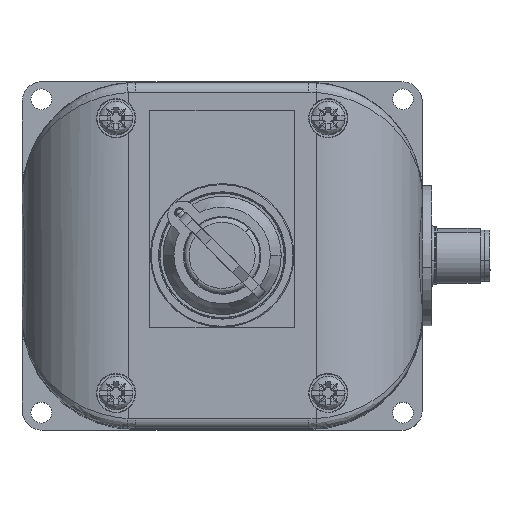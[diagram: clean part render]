
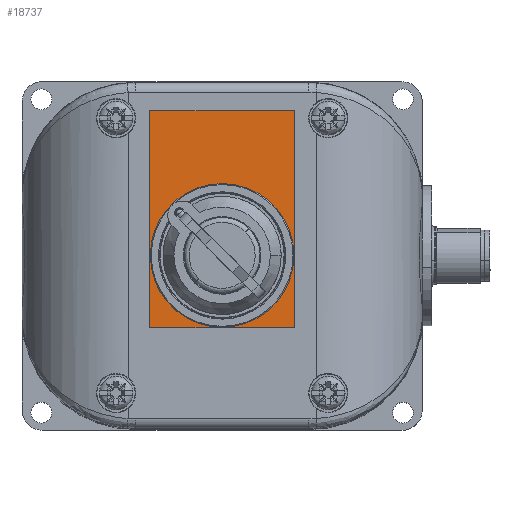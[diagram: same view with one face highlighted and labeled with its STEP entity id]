
A CAD part, top view. The second image highlights one B-rep face of the part: STEP entity #18737.
In plain terms, the highlighted planar face has unit normal (0, 0, 1).
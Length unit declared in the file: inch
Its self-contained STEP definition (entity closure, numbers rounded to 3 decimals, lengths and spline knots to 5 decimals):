
#82 = CARTESIAN_POINT ( 'NONE',  ( 1.63386, -0.24202, 2.15748 ) ) ;
#1974 = DIRECTION ( 'NONE',  ( 1., 0., 0. ) ) ;
#2165 = EDGE_CURVE ( 'NONE', #17158, #3003, #17207, .T. ) ;
#2166 = EDGE_LOOP ( 'NONE', ( #32211, #10597, #35541, #18552, #3218, #11377 ) ) ;
#2655 = EDGE_CURVE ( 'NONE', #17788, #31067, #20529, .T. ) ;
#3003 = VERTEX_POINT ( 'NONE', #9752 ) ;
#3218 = ORIENTED_EDGE ( 'NONE', *, *, #13231, .T. ) ;
#4112 = DIRECTION ( 'NONE',  ( 1., 0., 0. ) ) ;
#4473 = VERTEX_POINT ( 'NONE', #17296 ) ;
#4790 = VECTOR ( 'NONE', #19845, 39.37008 ) ;
#4873 = VECTOR ( 'NONE', #25012, 39.37008 ) ;
#4998 = DIRECTION ( 'NONE',  ( 0., 0., 1. ) ) ;
#5591 = LINE ( 'NONE', #82, #4873 ) ;
#6987 = EDGE_CURVE ( 'NONE', #31671, #4473, #22588, .T. ) ;
#7332 = DIRECTION ( 'NONE',  ( 0., 0., -1. ) ) ;
#8051 = VERTEX_POINT ( 'NONE', #11046 ) ;
#8277 = CARTESIAN_POINT ( 'NONE',  ( 1.5748, -1.12784, 2.15748 ) ) ;
#8455 = CARTESIAN_POINT ( 'NONE',  ( 2.22441, -2.01367, 2.15748 ) ) ;
#8560 = CARTESIAN_POINT ( 'NONE',  ( 1.5748, -0.98416, 2.15748 ) ) ;
#8885 = VECTOR ( 'NONE', #35963, 39.37008 ) ;
#9752 = CARTESIAN_POINT ( 'NONE',  ( 1.5748, -0.90542, 2.15748 ) ) ;
#9776 = VECTOR ( 'NONE', #29811, 39.37008 ) ;
#9863 = ORIENTED_EDGE ( 'NONE', *, *, #19346, .T. ) ;
#9956 = DIRECTION ( 'NONE',  ( 1., 0., 0. ) ) ;
#9981 = ORIENTED_EDGE ( 'NONE', *, *, #6987, .T. ) ;
#10282 = CARTESIAN_POINT ( 'NONE',  ( 1.04331, -0.24202, 2.15748 ) ) ;
#10597 = ORIENTED_EDGE ( 'NONE', *, *, #35261, .T. ) ;
#11019 = EDGE_CURVE ( 'NONE', #3003, #24574, #27412, .T. ) ;
#11046 = CARTESIAN_POINT ( 'NONE',  ( 1.69291, -0.98416, 2.15748 ) ) ;
#11262 = VERTEX_POINT ( 'NONE', #10282 ) ;
#11377 = ORIENTED_EDGE ( 'NONE', *, *, #2165, .T. ) ;
#11830 = CARTESIAN_POINT ( 'NONE',  ( 1.19094, -1.42312, 2.15748 ) ) ;
#12818 = VECTOR ( 'NONE', #9956, 39.37008 ) ;
#13039 = DIRECTION ( 'NONE',  ( 0., -1., 0. ) ) ;
#13183 = CARTESIAN_POINT ( 'NONE',  ( 1.63386, -1.42312, 2.15748 ) ) ;
#13231 = EDGE_CURVE ( 'NONE', #31067, #17158, #25134, .T. ) ;
#14155 = EDGE_CURVE ( 'NONE', #4473, #11262, #5591, .T. ) ;
#14225 = AXIS2_PLACEMENT_3D ( 'NONE', #13183, #18801, #1974 ) ;
#15614 = LINE ( 'NONE', #26236, #12818 ) ;
#15970 = CIRCLE ( 'NONE', #14225, 0.44291 ) ;
#16172 = DIRECTION ( 'NONE',  ( 1., 0., 0. ) ) ;
#16924 = EDGE_CURVE ( 'NONE', #11262, #31522, #29898, .T. ) ;
#17038 = CARTESIAN_POINT ( 'NONE',  ( 1.69291, -0.90542, 2.15748 ) ) ;
#17158 = VERTEX_POINT ( 'NONE', #8560 ) ;
#17207 = LINE ( 'NONE', #8277, #8885 ) ;
#17296 = CARTESIAN_POINT ( 'NONE',  ( 2.22441, -0.24202, 2.15748 ) ) ;
#17788 = VERTEX_POINT ( 'NONE', #30823 ) ;
#18552 = ORIENTED_EDGE ( 'NONE', *, *, #2655, .T. ) ;
#18737 = ADVANCED_FACE ( 'NONE', ( #35608, #27356 ), #18893, .T. ) ;
#18801 = DIRECTION ( 'NONE',  ( 0., 0., -1. ) ) ;
#18893 = PLANE ( 'NONE',  #30905 ) ;
#19269 = AXIS2_PLACEMENT_3D ( 'NONE', #32443, #7332, #21598 ) ;
#19346 = EDGE_CURVE ( 'NONE', #31522, #31671, #15614, .T. ) ;
#19845 = DIRECTION ( 'NONE',  ( 0., 1., 0. ) ) ;
#20529 = CIRCLE ( 'NONE', #22302, 0.44291 ) ;
#21598 = DIRECTION ( 'NONE',  ( 1., 0., 0. ) ) ;
#21663 = CARTESIAN_POINT ( 'NONE',  ( 1.63386, -1.12784, 2.15748 ) ) ;
#22302 = AXIS2_PLACEMENT_3D ( 'NONE', #29227, #34897, #4112 ) ;
#22588 = LINE ( 'NONE', #33802, #4790 ) ;
#24574 = VERTEX_POINT ( 'NONE', #17038 ) ;
#24643 = DIRECTION ( 'NONE',  ( 1., 0., 0. ) ) ;
#25012 = DIRECTION ( 'NONE',  ( -1., 0., 0. ) ) ;
#25134 = CIRCLE ( 'NONE', #19269, 0.44291 ) ;
#26044 = EDGE_CURVE ( 'NONE', #8051, #17788, #15970, .T. ) ;
#26236 = CARTESIAN_POINT ( 'NONE',  ( 1.63386, -2.01367, 2.15748 ) ) ;
#27046 = LINE ( 'NONE', #32555, #9776 ) ;
#27356 = FACE_OUTER_BOUND ( 'NONE', #36232, .T. ) ;
#27412 = LINE ( 'NONE', #36213, #36255 ) ;
#29227 = CARTESIAN_POINT ( 'NONE',  ( 1.63386, -1.42312, 2.15748 ) ) ;
#29811 = DIRECTION ( 'NONE',  ( 0., -1., 0. ) ) ;
#29898 = LINE ( 'NONE', #32829, #32468 ) ;
#30823 = CARTESIAN_POINT ( 'NONE',  ( 2.07677, -1.42312, 2.15748 ) ) ;
#30905 = AXIS2_PLACEMENT_3D ( 'NONE', #21663, #4998, #16172 ) ;
#31067 = VERTEX_POINT ( 'NONE', #11830 ) ;
#31522 = VERTEX_POINT ( 'NONE', #31925 ) ;
#31671 = VERTEX_POINT ( 'NONE', #8455 ) ;
#31878 = ORIENTED_EDGE ( 'NONE', *, *, #16924, .T. ) ;
#31925 = CARTESIAN_POINT ( 'NONE',  ( 1.04331, -2.01367, 2.15748 ) ) ;
#32211 = ORIENTED_EDGE ( 'NONE', *, *, #11019, .T. ) ;
#32443 = CARTESIAN_POINT ( 'NONE',  ( 1.63386, -1.42312, 2.15748 ) ) ;
#32468 = VECTOR ( 'NONE', #13039, 39.37008 ) ;
#32555 = CARTESIAN_POINT ( 'NONE',  ( 1.69291, -1.12784, 2.15748 ) ) ;
#32829 = CARTESIAN_POINT ( 'NONE',  ( 1.04331, -1.12784, 2.15748 ) ) ;
#33802 = CARTESIAN_POINT ( 'NONE',  ( 2.22441, -1.12784, 2.15748 ) ) ;
#34237 = ORIENTED_EDGE ( 'NONE', *, *, #14155, .T. ) ;
#34897 = DIRECTION ( 'NONE',  ( 0., 0., -1. ) ) ;
#35261 = EDGE_CURVE ( 'NONE', #24574, #8051, #27046, .T. ) ;
#35541 = ORIENTED_EDGE ( 'NONE', *, *, #26044, .T. ) ;
#35608 = FACE_BOUND ( 'NONE', #2166, .T. ) ;
#35963 = DIRECTION ( 'NONE',  ( 0., 1., 0. ) ) ;
#36213 = CARTESIAN_POINT ( 'NONE',  ( 1.63386, -0.90542, 2.15748 ) ) ;
#36232 = EDGE_LOOP ( 'NONE', ( #9863, #9981, #34237, #31878 ) ) ;
#36255 = VECTOR ( 'NONE', #24643, 39.37008 ) ;
